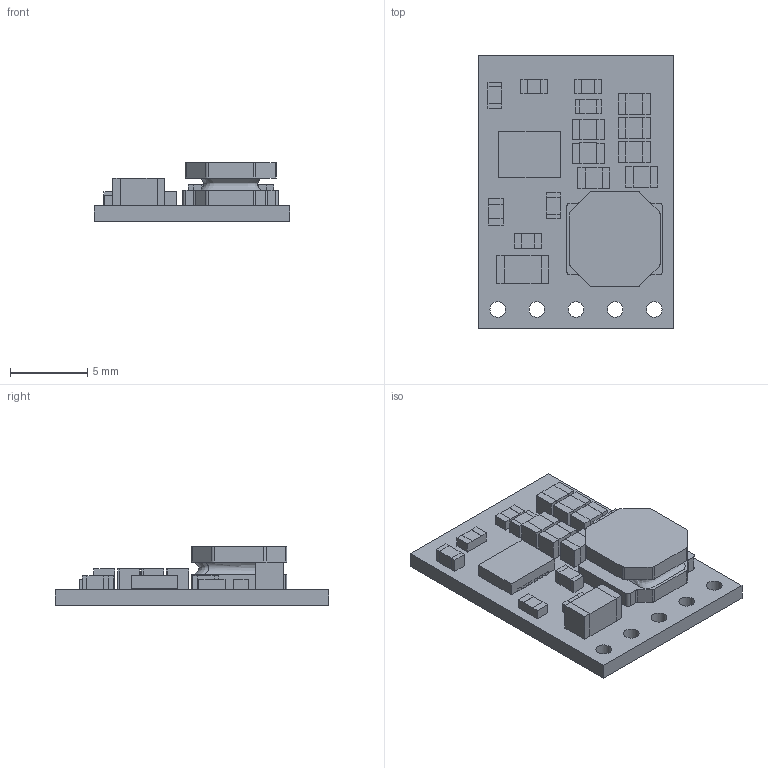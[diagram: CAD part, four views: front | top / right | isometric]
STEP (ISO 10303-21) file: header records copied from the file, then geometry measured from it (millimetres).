
FILE_DESCRIPTION(/* description */ (''),/* implementation_level */ '2;1');
FILE_NAME(/* name */ 'pololu-1a-step-down-voltage-regulator-d24v10fx v1.step',/* time_stamp */ '2022-11-13T02:26:19-05:00',/* author */ (''),/* organization */ (''),/* preprocessor_version */ 'ST-DEVELOPER v19.2',/* originating_system */ 'Autodesk Translation Framework v11.17.0.187',/* authorisation */ '');
FILE_SCHEMA (('AUTOMOTIVE_DESIGN { 1 0 10303 214 3 1 1 }'));
Length unit declared in the file: millimetre
Products named in the file (1): pololu-1a-step-down-voltage-regulator-d24v10fx
Bounding box: 12.7 x 17.78 x 3.82 mm (x, y, z)
Volume: 364.6 mm3; surface area: 737.6 mm2
Topology: 1 solids, 1 shells, 693 faces, 1894 edges, 1248 vertices
Faces by surface type: plane 524, bspline 144, cylinder 25
Full cylindrical faces by diameter (mm): 1.016 x5
Entity records: 27779 total; most frequent: CARTESIAN_POINT 10390, ORIENTED_EDGE 3788, DIRECTION 2754, EDGE_CURVE 1894, LINE 1554, VECTOR 1554, VERTEX_POINT 1248, EDGE_LOOP 772
